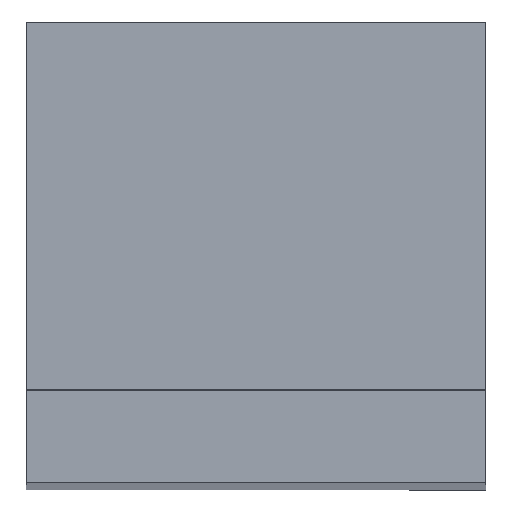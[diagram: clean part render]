
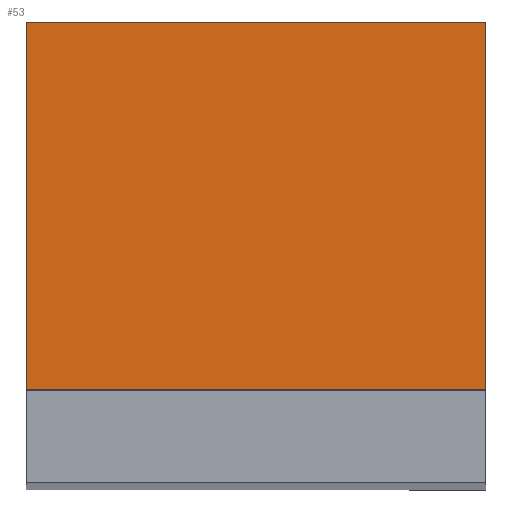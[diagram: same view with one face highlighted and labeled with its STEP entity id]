
A CAD part, top view. The second image highlights one B-rep face of the part: STEP entity #53.
In plain terms, the highlighted free-form (B-spline) face has degree [1, 1] with [2, 2] control points.
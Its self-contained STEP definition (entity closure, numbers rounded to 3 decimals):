
#31 = VERTEX_POINT('',#32);
#32 = CARTESIAN_POINT('',(12.423,2.485,124.227
    ));
#37 = EDGE_CURVE('',#38,#31,#40,.T.);
#38 = VERTEX_POINT('',#39);
#39 = CARTESIAN_POINT('',(0.,2.485,
    124.227));
#40 = B_SPLINE_CURVE_WITH_KNOTS('',1,(#41,#42),.UNSPECIFIED.,.F.,.F.,(2,
    2),(0.,10.),.PIECEWISE_BEZIER_KNOTS.);
#41 = CARTESIAN_POINT('',(0.,2.485,
    124.227));
#42 = CARTESIAN_POINT('',(12.423,2.485,124.227
    ));
#53 = ADVANCED_FACE('',(#54),#76,.T.);
#54 = FACE_BOUND('',#55,.T.);
#55 = EDGE_LOOP('',(#56,#57,#64,#71));
#56 = ORIENTED_EDGE('',*,*,#37,.T.);
#57 = ORIENTED_EDGE('',*,*,#58,.T.);
#58 = EDGE_CURVE('',#31,#59,#61,.T.);
#59 = VERTEX_POINT('',#60);
#60 = CARTESIAN_POINT('',(12.423,12.423,
    124.227));
#61 = B_SPLINE_CURVE_WITH_KNOTS('',1,(#62,#63),.UNSPECIFIED.,.F.,.F.,(2,
    2),(0.,8.),.PIECEWISE_BEZIER_KNOTS.);
#62 = CARTESIAN_POINT('',(12.423,2.485,124.227
    ));
#63 = CARTESIAN_POINT('',(12.423,12.423,
    124.227));
#64 = ORIENTED_EDGE('',*,*,#65,.F.);
#65 = EDGE_CURVE('',#66,#59,#68,.T.);
#66 = VERTEX_POINT('',#67);
#67 = CARTESIAN_POINT('',(0.,12.423,
    124.227));
#68 = B_SPLINE_CURVE_WITH_KNOTS('',1,(#69,#70),.UNSPECIFIED.,.F.,.F.,(2,
    2),(0.,10.),.PIECEWISE_BEZIER_KNOTS.);
#69 = CARTESIAN_POINT('',(0.,12.423,
    124.227));
#70 = CARTESIAN_POINT('',(12.423,12.423,
    124.227));
#71 = ORIENTED_EDGE('',*,*,#72,.F.);
#72 = EDGE_CURVE('',#38,#66,#73,.T.);
#73 = B_SPLINE_CURVE_WITH_KNOTS('',1,(#74,#75),.UNSPECIFIED.,.F.,.F.,(2,
    2),(0.,8.),.PIECEWISE_BEZIER_KNOTS.);
#74 = CARTESIAN_POINT('',(0.,2.485,
    124.227));
#75 = CARTESIAN_POINT('',(0.,12.423,
    124.227));
#76 = B_SPLINE_SURFACE_WITH_KNOTS('',1,1,(
    (#77,#78)
    ,(#79,#80
    )),.UNSPECIFIED.,.F.,.F.,.F.,(2,2),(2,2),(0.,8.),(-10.,0.
    ),.PIECEWISE_BEZIER_KNOTS.);
#77 = CARTESIAN_POINT('',(12.423,2.485,124.227
    ));
#78 = CARTESIAN_POINT('',(0.,2.485,
    124.227));
#79 = CARTESIAN_POINT('',(12.423,12.423,
    124.227));
#80 = CARTESIAN_POINT('',(0.,12.423,
    124.227));
